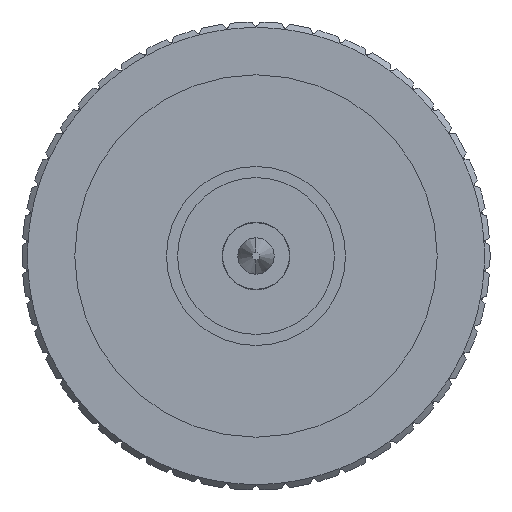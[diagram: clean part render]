
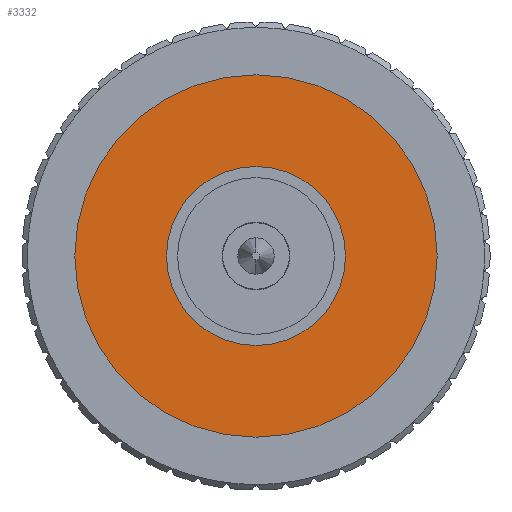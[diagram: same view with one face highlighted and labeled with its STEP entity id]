
A CAD part, front view. The second image highlights one B-rep face of the part: STEP entity #3332.
In plain terms, the highlighted planar face has unit normal (0, -1, 0).
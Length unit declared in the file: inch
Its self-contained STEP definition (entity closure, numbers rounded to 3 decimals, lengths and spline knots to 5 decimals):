
#152 = FACE_BOUND ( 'NONE', #20040, .T. ) ;
#287 = CARTESIAN_POINT ( 'NONE',  ( 0., 0.393, 0. ) ) ;
#1053 = CIRCLE ( 'NONE', #19553, 0.32 ) ;
#1282 = AXIS2_PLACEMENT_3D ( 'NONE', #287, #7645, #20304 ) ;
#2587 = VERTEX_POINT ( 'NONE', #4555 ) ;
#2606 = VERTEX_POINT ( 'NONE', #19611 ) ;
#2697 = DIRECTION ( 'NONE',  ( 0., 0., 1. ) ) ;
#3268 = AXIS2_PLACEMENT_3D ( 'NONE', #10928, #22154, #9598 ) ;
#3332 = ADVANCED_FACE ( 'NONE', ( #152, #5943 ), #13417, .T. ) ;
#3544 = ORIENTED_EDGE ( 'NONE', *, *, #18789, .F. ) ;
#3739 = CIRCLE ( 'NONE', #21467, 0.158 ) ;
#3891 = CARTESIAN_POINT ( 'NONE',  ( 0.32, 0.393, 0. ) ) ;
#3959 = CARTESIAN_POINT ( 'NONE',  ( 0., 0.393, -0.32 ) ) ;
#4212 = CARTESIAN_POINT ( 'NONE',  ( 0., 0.393, 0. ) ) ;
#4420 = VERTEX_POINT ( 'NONE', #21192 ) ;
#4555 = CARTESIAN_POINT ( 'NONE',  ( 0., 0.393, -0.158 ) ) ;
#5896 = CIRCLE ( 'NONE', #1282, 0.158 ) ;
#5943 = FACE_OUTER_BOUND ( 'NONE', #16228, .T. ) ;
#7645 = DIRECTION ( 'NONE',  ( 0., 1., 0. ) ) ;
#9256 = DIRECTION ( 'NONE',  ( 0., 0., 1. ) ) ;
#9598 = DIRECTION ( 'NONE',  ( 0., 0., 1. ) ) ;
#10166 = EDGE_CURVE ( 'NONE', #2587, #4420, #5896, .T. ) ;
#10928 = CARTESIAN_POINT ( 'NONE',  ( 0., 0.393, 0. ) ) ;
#11116 = DIRECTION ( 'NONE',  ( 0., -1., 0. ) ) ;
#13220 = VERTEX_POINT ( 'NONE', #3959 ) ;
#13417 = PLANE ( 'NONE',  #17066 ) ;
#13668 = CARTESIAN_POINT ( 'NONE',  ( 0., 0.393, 0. ) ) ;
#14438 = CIRCLE ( 'NONE', #3268, 0.32 ) ;
#15181 = DIRECTION ( 'NONE',  ( 0., 1., 0. ) ) ;
#15246 = ORIENTED_EDGE ( 'NONE', *, *, #10166, .T. ) ;
#16228 = EDGE_LOOP ( 'NONE', ( #20983, #3544 ) ) ;
#17047 = DIRECTION ( 'NONE',  ( 0., 0., -1. ) ) ;
#17066 = AXIS2_PLACEMENT_3D ( 'NONE', #3891, #11116, #17047 ) ;
#17125 = EDGE_CURVE ( 'NONE', #2606, #13220, #1053, .T. ) ;
#18789 = EDGE_CURVE ( 'NONE', #13220, #2606, #14438, .T. ) ;
#19553 = AXIS2_PLACEMENT_3D ( 'NONE', #4212, #15181, #9256 ) ;
#19611 = CARTESIAN_POINT ( 'NONE',  ( 0., 0.393, 0.32 ) ) ;
#20040 = EDGE_LOOP ( 'NONE', ( #23418, #15246 ) ) ;
#20304 = DIRECTION ( 'NONE',  ( 0., 0., 1. ) ) ;
#20502 = EDGE_CURVE ( 'NONE', #4420, #2587, #3739, .T. ) ;
#20983 = ORIENTED_EDGE ( 'NONE', *, *, #17125, .F. ) ;
#21192 = CARTESIAN_POINT ( 'NONE',  ( 0., 0.393, 0.158 ) ) ;
#21467 = AXIS2_PLACEMENT_3D ( 'NONE', #13668, #23193, #2697 ) ;
#22154 = DIRECTION ( 'NONE',  ( 0., 1., 0. ) ) ;
#23193 = DIRECTION ( 'NONE',  ( 0., 1., 0. ) ) ;
#23418 = ORIENTED_EDGE ( 'NONE', *, *, #20502, .T. ) ;
